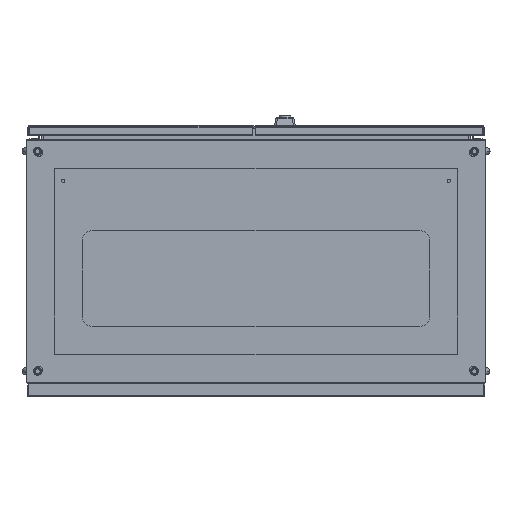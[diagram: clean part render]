
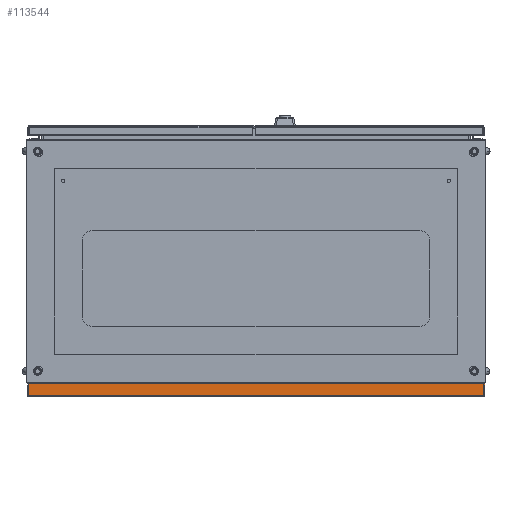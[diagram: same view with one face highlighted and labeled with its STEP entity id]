
A CAD part, front view. The second image highlights one B-rep face of the part: STEP entity #113544.
In plain terms, the highlighted planar face has unit normal (0, -1, 0).
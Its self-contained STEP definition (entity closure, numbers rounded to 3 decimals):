
#6380 = DIRECTION ( 'NONE',  ( 0., 0., 1. ) ) ;
#10634 = CARTESIAN_POINT ( 'NONE',  ( 397.5, -897.5, -24. ) ) ;
#11722 = EDGE_LOOP ( 'NONE', ( #39033, #97435, #34589, #32934 ) ) ;
#12777 = FACE_OUTER_BOUND ( 'NONE', #11722, .T. ) ;
#14366 = CARTESIAN_POINT ( 'NONE',  ( 397.5, -897.5, 0. ) ) ;
#16624 = VECTOR ( 'NONE', #51705, 1000. ) ;
#18745 = VERTEX_POINT ( 'NONE', #25388 ) ;
#20981 = CARTESIAN_POINT ( 'NONE',  ( 397.5, -897.5, -24. ) ) ;
#25388 = CARTESIAN_POINT ( 'NONE',  ( -397.5, -897.5, -24. ) ) ;
#32934 = ORIENTED_EDGE ( 'NONE', *, *, #126864, .T. ) ;
#34589 = ORIENTED_EDGE ( 'NONE', *, *, #40019, .F. ) ;
#35520 = VERTEX_POINT ( 'NONE', #61628 ) ;
#39033 = ORIENTED_EDGE ( 'NONE', *, *, #50700, .F. ) ;
#39714 = VECTOR ( 'NONE', #6380, 1000. ) ;
#40019 = EDGE_CURVE ( 'NONE', #73435, #18745, #48758, .T. ) ;
#47055 = CARTESIAN_POINT ( 'NONE',  ( -397.5, -897.5, -1.5 ) ) ;
#48758 = LINE ( 'NONE', #10634, #67319 ) ;
#50700 = EDGE_CURVE ( 'NONE', #35520, #83106, #120167, .T. ) ;
#51705 = DIRECTION ( 'NONE',  ( 0., 0., 1. ) ) ;
#61628 = CARTESIAN_POINT ( 'NONE',  ( -397.5, -897.5, 0. ) ) ;
#62876 = LINE ( 'NONE', #85367, #39714 ) ;
#67319 = VECTOR ( 'NONE', #80144, 1000. ) ;
#73435 = VERTEX_POINT ( 'NONE', #20981 ) ;
#76413 = PLANE ( 'NONE',  #96105 ) ;
#80144 = DIRECTION ( 'NONE',  ( -1., 0., 0. ) ) ;
#83106 = VERTEX_POINT ( 'NONE', #14366 ) ;
#85367 = CARTESIAN_POINT ( 'NONE',  ( 397.5, -897.5, -1.5 ) ) ;
#96105 = AXIS2_PLACEMENT_3D ( 'NONE', #47055, #96225, #97056 ) ;
#96225 = DIRECTION ( 'NONE',  ( 0., -1., 0. ) ) ;
#97056 = DIRECTION ( 'NONE',  ( 0., 0., -1. ) ) ;
#97435 = ORIENTED_EDGE ( 'NONE', *, *, #118618, .F. ) ;
#100759 = DIRECTION ( 'NONE',  ( 1., 0., 0. ) ) ;
#101577 = CARTESIAN_POINT ( 'NONE',  ( -397.5, -897.5, 0. ) ) ;
#101713 = CARTESIAN_POINT ( 'NONE',  ( -397.5, -897.5, -1.5 ) ) ;
#103207 = VECTOR ( 'NONE', #100759, 1000. ) ;
#109212 = LINE ( 'NONE', #101713, #16624 ) ;
#113544 = ADVANCED_FACE ( 'NONE', ( #12777 ), #76413, .T. ) ;
#118618 = EDGE_CURVE ( 'NONE', #18745, #35520, #109212, .T. ) ;
#120167 = LINE ( 'NONE', #101577, #103207 ) ;
#126864 = EDGE_CURVE ( 'NONE', #73435, #83106, #62876, .T. ) ;
